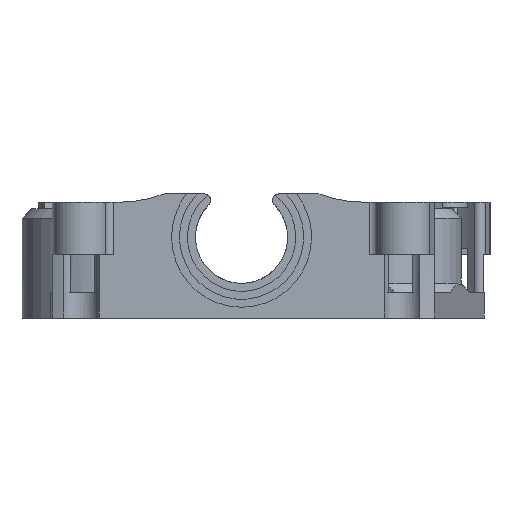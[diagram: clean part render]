
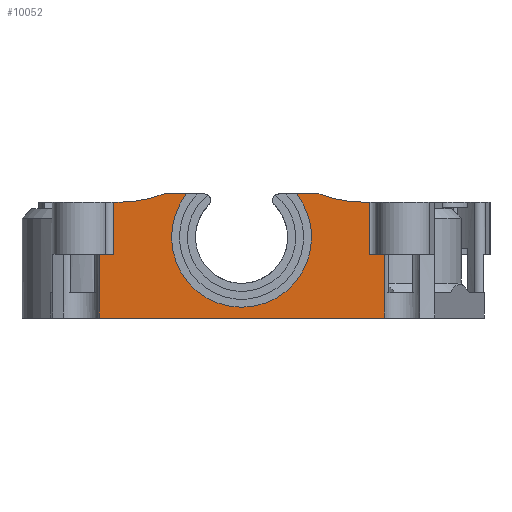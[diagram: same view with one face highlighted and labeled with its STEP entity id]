
A CAD part, front view. The second image highlights one B-rep face of the part: STEP entity #10052.
In plain terms, the highlighted planar face has unit normal (0, -1, 0).
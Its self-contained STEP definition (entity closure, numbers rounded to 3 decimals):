
#1637=LINE('',#19445,#2298);
#1720=LINE('',#20995,#2381);
#1744=LINE('',#21169,#2405);
#1748=LINE('',#21189,#2409);
#1749=LINE('',#21191,#2410);
#1750=LINE('',#21193,#2411);
#1751=LINE('',#21194,#2412);
#1752=LINE('',#21196,#2413);
#1753=LINE('',#21198,#2414);
#1754=LINE('',#21199,#2415);
#1755=LINE('',#21202,#2416);
#2298=VECTOR('',#11187,10.);
#2381=VECTOR('',#11556,10.);
#2405=VECTOR('',#11628,10.);
#2409=VECTOR('',#11652,10.);
#2410=VECTOR('',#11653,10.);
#2411=VECTOR('',#11654,10.);
#2412=VECTOR('',#11655,10.);
#2413=VECTOR('',#11656,10.);
#2414=VECTOR('',#11657,10.);
#2415=VECTOR('',#11658,10.);
#2416=VECTOR('',#11661,10.);
#2570=PLANE('',#10396);
#3066=FACE_OUTER_BOUND('',#3632,.T.);
#3632=EDGE_LOOP('',(#9148,#9149,#9150,#9151,#9152,#9153,#9154,#9155,#9156,
#9157,#9158,#9159,#9160,#9161));
#3833=CIRCLE('',#10393,11.);
#3835=CIRCLE('',#10397,20.);
#3836=CIRCLE('',#10398,20.);
#4651=VERTEX_POINT('',#19442);
#4652=VERTEX_POINT('',#19444);
#4834=VERTEX_POINT('',#20992);
#4835=VERTEX_POINT('',#20994);
#4862=VERTEX_POINT('',#21166);
#4863=VERTEX_POINT('',#21168);
#4866=VERTEX_POINT('',#21178);
#4868=VERTEX_POINT('',#21186);
#4869=VERTEX_POINT('',#21188);
#4870=VERTEX_POINT('',#21190);
#4871=VERTEX_POINT('',#21192);
#4872=VERTEX_POINT('',#21195);
#4873=VERTEX_POINT('',#21197);
#4874=VERTEX_POINT('',#21200);
#6039=EDGE_CURVE('',#4652,#4651,#1637,.T.);
#6291=EDGE_CURVE('',#4834,#4835,#1720,.T.);
#6333=EDGE_CURVE('',#4862,#4863,#1744,.T.);
#6338=EDGE_CURVE('',#4835,#4866,#3833,.T.);
#6342=EDGE_CURVE('',#4868,#4834,#3835,.T.);
#6343=EDGE_CURVE('',#4869,#4868,#1748,.T.);
#6344=EDGE_CURVE('',#4869,#4870,#1749,.T.);
#6345=EDGE_CURVE('',#4871,#4870,#1750,.T.);
#6346=EDGE_CURVE('',#4652,#4871,#1751,.T.);
#6347=EDGE_CURVE('',#4651,#4872,#1752,.T.);
#6348=EDGE_CURVE('',#4873,#4872,#1753,.T.);
#6349=EDGE_CURVE('',#4863,#4873,#1754,.T.);
#6350=EDGE_CURVE('',#4874,#4862,#3836,.T.);
#6351=EDGE_CURVE('',#4866,#4874,#1755,.T.);
#9148=ORIENTED_EDGE('',*,*,#6338,.F.);
#9149=ORIENTED_EDGE('',*,*,#6291,.F.);
#9150=ORIENTED_EDGE('',*,*,#6342,.F.);
#9151=ORIENTED_EDGE('',*,*,#6343,.F.);
#9152=ORIENTED_EDGE('',*,*,#6344,.T.);
#9153=ORIENTED_EDGE('',*,*,#6345,.F.);
#9154=ORIENTED_EDGE('',*,*,#6346,.F.);
#9155=ORIENTED_EDGE('',*,*,#6039,.T.);
#9156=ORIENTED_EDGE('',*,*,#6347,.T.);
#9157=ORIENTED_EDGE('',*,*,#6348,.F.);
#9158=ORIENTED_EDGE('',*,*,#6349,.F.);
#9159=ORIENTED_EDGE('',*,*,#6333,.F.);
#9160=ORIENTED_EDGE('',*,*,#6350,.F.);
#9161=ORIENTED_EDGE('',*,*,#6351,.F.);
#10052=ADVANCED_FACE('',(#3066),#2570,.F.);
#10393=AXIS2_PLACEMENT_3D('',#21179,#11640,#11641);
#10396=AXIS2_PLACEMENT_3D('',#21185,#11648,#11649);
#10397=AXIS2_PLACEMENT_3D('',#21187,#11650,#11651);
#10398=AXIS2_PLACEMENT_3D('',#21201,#11659,#11660);
#11187=DIRECTION('',(1.,0.,0.));
#11556=DIRECTION('',(1.,0.,0.));
#11628=DIRECTION('',(1.,0.,0.));
#11640=DIRECTION('center_axis',(0.,-1.,0.));
#11641=DIRECTION('ref_axis',(1.,0.,0.));
#11648=DIRECTION('center_axis',(0.,1.,0.));
#11649=DIRECTION('ref_axis',(-1.,0.,0.));
#11650=DIRECTION('center_axis',(0.,-1.,0.));
#11651=DIRECTION('ref_axis',(0.475,0.,-0.88));
#11652=DIRECTION('',(1.,0.,0.));
#11653=DIRECTION('',(0.,0.,-1.));
#11654=DIRECTION('',(1.,0.,0.));
#11655=DIRECTION('',(0.,0.,1.));
#11656=DIRECTION('',(0.,0.,1.));
#11657=DIRECTION('',(1.,0.,0.));
#11658=DIRECTION('',(0.,0.,-1.));
#11659=DIRECTION('center_axis',(0.,-1.,0.));
#11660=DIRECTION('ref_axis',(0.,0.,
-1.));
#11661=DIRECTION('',(1.,0.,0.));
#19442=CARTESIAN_POINT('',(22.4,-21.4,0.));
#19444=CARTESIAN_POINT('',(-22.4,-21.4,0.));
#19445=CARTESIAN_POINT('',(20.818,-21.4,0.));
#20992=CARTESIAN_POINT('',(-12.156,-21.4,19.5));
#20994=CARTESIAN_POINT('',(-8.646,-21.4,19.5));
#20995=CARTESIAN_POINT('',(17.278,-21.4,19.5));
#21166=CARTESIAN_POINT('',(19.249,-21.4,18.2));
#21168=CARTESIAN_POINT('',(20.135,-21.4,18.2));
#21169=CARTESIAN_POINT('',(32.218,-21.4,18.2));
#21178=CARTESIAN_POINT('',(8.646,-21.4,19.5));
#21179=CARTESIAN_POINT('Origin',(0.,-21.4,
12.7));
#21185=CARTESIAN_POINT('Origin',(22.4,-21.4,0.));
#21186=CARTESIAN_POINT('',(-19.249,-21.4,18.2));
#21187=CARTESIAN_POINT('Origin',(-19.249,-21.4,38.2));
#21188=CARTESIAN_POINT('',(-20.135,-21.4,18.2));
#21189=CARTESIAN_POINT('',(1.576,-21.4,18.2));
#21190=CARTESIAN_POINT('',(-20.135,-21.4,10.));
#21191=CARTESIAN_POINT('',(-20.135,-21.4,0.));
#21192=CARTESIAN_POINT('',(-22.4,-21.4,10.));
#21193=CARTESIAN_POINT('',(-20.135,-21.4,10.));
#21194=CARTESIAN_POINT('',(-22.4,-21.4,0.));
#21195=CARTESIAN_POINT('',(22.4,-21.4,10.));
#21196=CARTESIAN_POINT('',(22.4,-21.4,0.));
#21197=CARTESIAN_POINT('',(20.135,-21.4,10.));
#21198=CARTESIAN_POINT('',(20.135,-21.4,10.));
#21199=CARTESIAN_POINT('',(20.135,-21.4,0.));
#21200=CARTESIAN_POINT('',(12.156,-21.4,19.5));
#21201=CARTESIAN_POINT('Origin',(19.249,-21.4,38.2));
#21202=CARTESIAN_POINT('',(17.278,-21.4,19.5));
